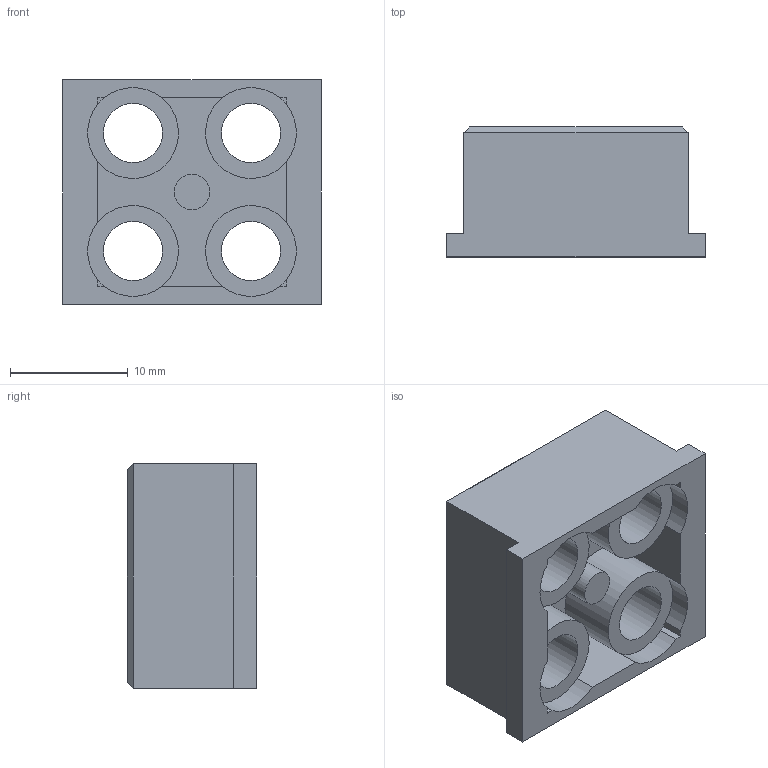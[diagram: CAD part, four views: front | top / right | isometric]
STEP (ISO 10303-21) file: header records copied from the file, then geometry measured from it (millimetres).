
FILE_DESCRIPTION(/* description */ (''),/* implementation_level */ '2;1');
FILE_NAME(/* name */ 'BUcA_3.stp',/* time_stamp */ '2019-03-13T13:17:11+01:00',/* author */ ('Varga Daniel'),/* organization */ (''),/* preprocessor_version */ 'ST-DEVELOPER v17.2',/* originating_system */ 'Autodesk Inventor 2019',/* authorisation */ '');
FILE_SCHEMA (('AUTOMOTIVE_DESIGN { 1 0 10303 214 3 1 1 }'));
Length unit declared in the file: millimetre
Products named in the file (1): Bumper_button
Bounding box: 21.9 x 11 x 19 mm (x, y, z)
Volume: 2315.7 mm3; surface area: 2691.1 mm2
Topology: 1 solids, 1 shells, 65 faces, 168 edges, 119 vertices
Faces by surface type: plane 40, cylinder 25
Full cylindrical faces by diameter (mm): 3 x1, 5 x4, 7.7 x4
Entity records: 1988 total; most frequent: DIRECTION 351, CARTESIAN_POINT 336, ORIENTED_EDGE 302, EDGE_CURVE 151, AXIS2_PLACEMENT_3D 125, LINE 101, VECTOR 101, VERTEX_POINT 94
